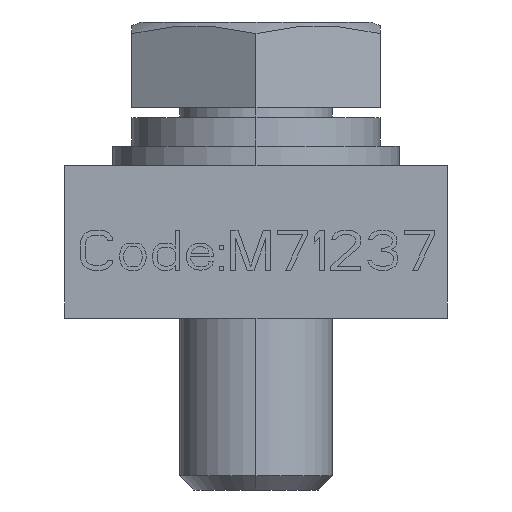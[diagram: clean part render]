
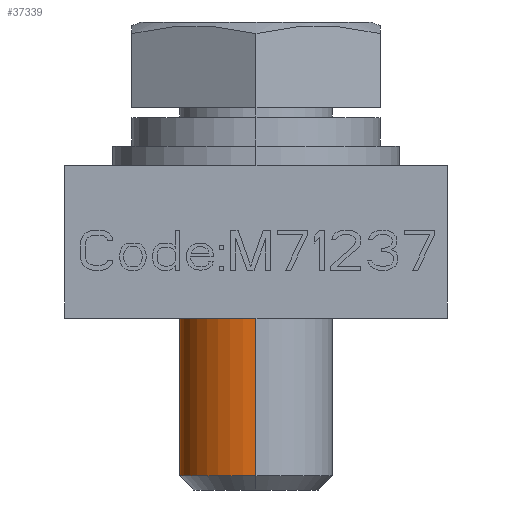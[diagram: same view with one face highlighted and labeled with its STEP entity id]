
A CAD part, left-side view. The second image highlights one B-rep face of the part: STEP entity #37339.
In plain terms, the highlighted cylindrical face has radius 4 mm (diameter 8 mm), a partial arc.
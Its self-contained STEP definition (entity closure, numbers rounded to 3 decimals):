
#1642=CARTESIAN_POINT('',(-40.,0.,-4.));
#1643=DIRECTION('',(0.,0.,1.));
#1644=DIRECTION('',(1.,0.,0.));
#1645=AXIS2_PLACEMENT_3D('',#1642,#1643,#1644);
#15832=CARTESIAN_POINT('',(-40.,0.,-12.25));
#15833=DIRECTION('',(0.,0.,-1.));
#15834=DIRECTION('',(-1.,0.,0.));
#15835=AXIS2_PLACEMENT_3D('',#15832,#15833,#15834);
#15840=DIRECTION('',(0.,0.,1.));
#15841=VECTOR('',#15840,8.25);
#15842=CARTESIAN_POINT('',(-36.,0.,
-12.25));
#15843=LINE('',#15842,#15841);
#15924=DIRECTION('',(0.,0.,1.));
#15925=VECTOR('',#15924,8.25);
#15926=CARTESIAN_POINT('',(-44.,0.,
-12.25));
#15927=LINE('',#15926,#15925);
#22166=CARTESIAN_POINT('',(-36.,0.,-4.));
#22167=CARTESIAN_POINT('',(-44.,0.,-4.));
#22168=VERTEX_POINT('',#22166);
#22169=VERTEX_POINT('',#22167);
#22234=CARTESIAN_POINT('',(-44.,0.,-12.25));
#22235=CARTESIAN_POINT('',(-36.,0.,-12.25));
#22236=VERTEX_POINT('',#22234);
#22237=VERTEX_POINT('',#22235);
#37325=CARTESIAN_POINT('',(-40.,0.,-13.));
#37326=DIRECTION('',(0.,0.,1.));
#37327=DIRECTION('',(1.,0.,0.));
#37328=AXIS2_PLACEMENT_3D('',#37325,#37326,#37327);
#37329=CYLINDRICAL_SURFACE('',#37328,4.);
#37331=ORIENTED_EDGE('',*,*,#37330,.T.);
#37333=ORIENTED_EDGE('',*,*,#37332,.T.);
#37334=ORIENTED_EDGE('',*,*,#25973,.T.);
#37336=ORIENTED_EDGE('',*,*,#37335,.F.);
#37337=EDGE_LOOP('',(#37331,#37333,#37334,#37336));
#37338=FACE_OUTER_BOUND('',#37337,.F.);
#1646=CIRCLE('',#1645,4.);
#15836=CIRCLE('',#15835,4.);
#25973=EDGE_CURVE('',#22168,#22169,#1646,.T.);
#37330=EDGE_CURVE('',#22236,#22237,#15836,.T.);
#37332=EDGE_CURVE('',#22237,#22168,#15843,.T.);
#37335=EDGE_CURVE('',#22236,#22169,#15927,.T.);
#37339=ADVANCED_FACE('',(#37338),#37329,.T.);
